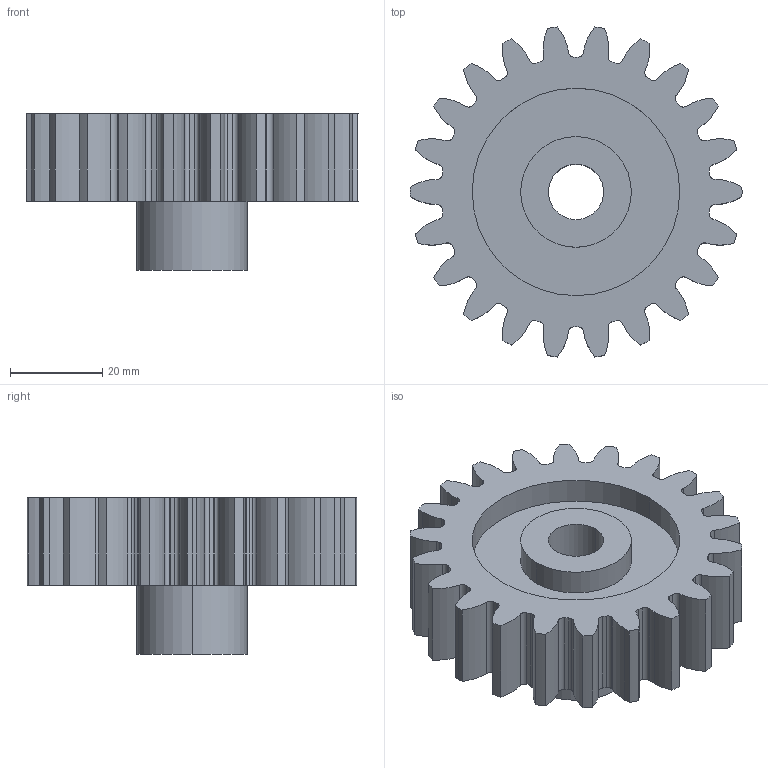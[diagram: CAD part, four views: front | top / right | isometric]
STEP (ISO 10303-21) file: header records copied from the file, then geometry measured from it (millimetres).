
FILE_DESCRIPTION (( 'STEP AP214' ), '1' );
FILE_NAME ('119-030-022.step', '2010-07-19T16:07:42', ( 'WMH Herion Antriebstechnik GmbH' ), ( 'WMH Herion Antriebstechnik GmbH' ), 'SwSTEP 2.0', 'SolidWorks 2010', '' );
FILE_SCHEMA (( 'AUTOMOTIVE_DESIGN' ));
Length unit declared in the file: millimetre
Products named in the file (1): 119-030-022
Bounding box: 72 x 71.54 x 34 mm (x, y, z)
Volume: 54405.3 mm3; surface area: 19089.9 mm2
Topology: 1 solids, 1 shells, 163 faces, 471 edges, 314 vertices
Faces by surface type: cylinder 157, plane 6
Entity records: 5597 total; most frequent: DIRECTION 1113, CARTESIAN_POINT 949, ORIENTED_EDGE 942, AXIS2_PLACEMENT_3D 478, EDGE_CURVE 471, CIRCLE 314, VERTEX_POINT 314, EDGE_LOOP 169
